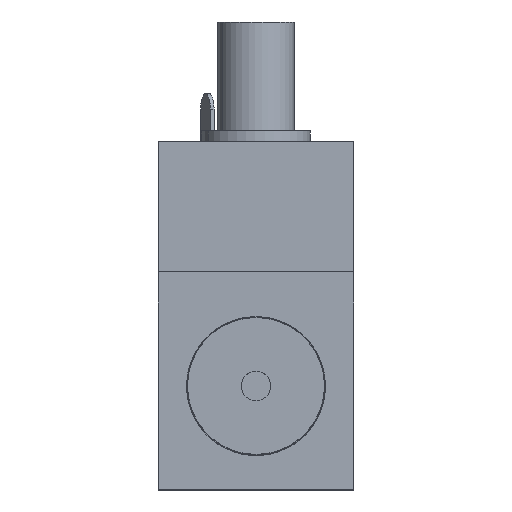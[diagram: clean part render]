
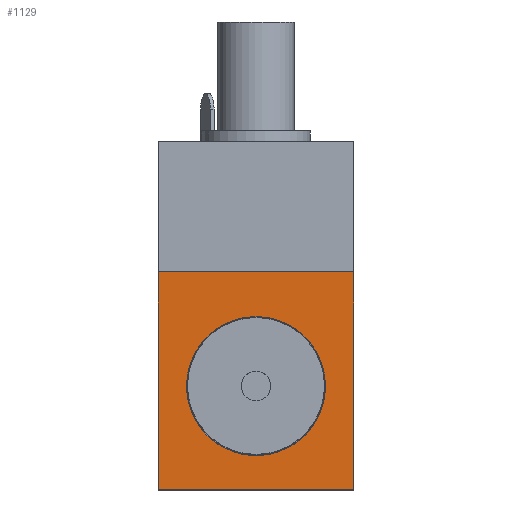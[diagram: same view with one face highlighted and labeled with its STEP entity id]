
A CAD part, top view. The second image highlights one B-rep face of the part: STEP entity #1129.
In plain terms, the highlighted planar face has unit normal (0, 0, 1).
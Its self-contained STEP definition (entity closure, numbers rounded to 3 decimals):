
#755 = VERTEX_POINT ( 'NONE', #3966 ) ;
#919 = EDGE_CURVE ( 'NONE', #755, #920, #4660, .T. ) ;
#920 = VERTEX_POINT ( 'NONE', #4656 ) ;
#996 = EDGE_CURVE ( 'NONE', #997, #998, #4901, .T. ) ;
#997 = VERTEX_POINT ( 'NONE', #4897 ) ;
#998 = VERTEX_POINT ( 'NONE', #4896 ) ;
#1113 = ORIENTED_EDGE ( 'NONE', *, *, #1137, .T. ) ;
#1121 = EDGE_CURVE ( 'NONE', #1138, #1122, #5122, .T. ) ;
#1122 = VERTEX_POINT ( 'NONE', #5171 ) ;
#1129 = ADVANCED_FACE ( 'NONE', ( #5160, #5159 ), #5207, .T. ) ;
#1130 = EDGE_LOOP ( 'NONE', ( #1131, #1133 ) ) ;
#1131 = ORIENTED_EDGE ( 'NONE', *, *, #1132, .F. ) ;
#1132 = EDGE_CURVE ( 'NONE', #920, #755, #5202, .T. ) ;
#1133 = ORIENTED_EDGE ( 'NONE', *, *, #919, .F. ) ;
#1134 = EDGE_LOOP ( 'NONE', ( #1189, #1190, #1192, #1113 ) ) ;
#1137 = EDGE_CURVE ( 'NONE', #998, #1138, #5197, .T. ) ;
#1138 = VERTEX_POINT ( 'NONE', #5193 ) ;
#1189 = ORIENTED_EDGE ( 'NONE', *, *, #1121, .T. ) ;
#1190 = ORIENTED_EDGE ( 'NONE', *, *, #1191, .T. ) ;
#1191 = EDGE_CURVE ( 'NONE', #1122, #997, #5326, .T. ) ;
#1192 = ORIENTED_EDGE ( 'NONE', *, *, #996, .T. ) ;
#3966 = CARTESIAN_POINT ( 'NONE',  ( -7.189, -7.805, -8. ) ) ;
#4415 = VECTOR ( 'NONE', #4886, 1000. ) ;
#4608 = CARTESIAN_POINT ( 'NONE',  ( -0.789, -7.805, -8. ) ) ;
#4656 = CARTESIAN_POINT ( 'NONE',  ( 5.611, -7.805, -8. ) ) ;
#4657 = DIRECTION ( 'NONE',  ( 1., 0., 0. ) ) ;
#4658 = DIRECTION ( 'NONE',  ( 0., 0., 1. ) ) ;
#4659 = AXIS2_PLACEMENT_3D ( 'NONE', #4608, #4658, #4657 ) ;
#4660 = CIRCLE ( 'NONE', #4659, 6.4 ) ;
#4886 = DIRECTION ( 'NONE',  ( 0., -1., 0. ) ) ;
#4896 = CARTESIAN_POINT ( 'NONE',  ( 8.211, 2.695, -8. ) ) ;
#4897 = CARTESIAN_POINT ( 'NONE',  ( 8.211, -17.305, -8. ) ) ;
#4898 = DIRECTION ( 'NONE',  ( 0., 1., 0. ) ) ;
#4899 = VECTOR ( 'NONE', #4898, 1000. ) ;
#4900 = CARTESIAN_POINT ( 'NONE',  ( 8.211, 2.695, -8. ) ) ;
#4901 = LINE ( 'NONE', #4900, #4899 ) ;
#5116 = CARTESIAN_POINT ( 'NONE',  ( -9.789, 2.695, -8. ) ) ;
#5122 = LINE ( 'NONE', #5116, #4415 ) ;
#5159 = FACE_OUTER_BOUND ( 'NONE', #1134, .T. ) ;
#5160 = FACE_BOUND ( 'NONE', #1130, .T. ) ;
#5171 = CARTESIAN_POINT ( 'NONE',  ( -9.789, -17.305, -8. ) ) ;
#5193 = CARTESIAN_POINT ( 'NONE',  ( -9.789, 2.695, -8. ) ) ;
#5194 = DIRECTION ( 'NONE',  ( -1., 0., 0. ) ) ;
#5195 = VECTOR ( 'NONE', #5194, 1000. ) ;
#5196 = CARTESIAN_POINT ( 'NONE',  ( -9.789, 2.695, -8. ) ) ;
#5197 = LINE ( 'NONE', #5196, #5195 ) ;
#5198 = DIRECTION ( 'NONE',  ( 1., 0., 0. ) ) ;
#5199 = DIRECTION ( 'NONE',  ( 0., 0., 1. ) ) ;
#5200 = CARTESIAN_POINT ( 'NONE',  ( -0.789, -7.805, -8. ) ) ;
#5201 = AXIS2_PLACEMENT_3D ( 'NONE', #5200, #5199, #5198 ) ;
#5202 = CIRCLE ( 'NONE', #5201, 6.4 ) ;
#5203 = DIRECTION ( 'NONE',  ( 1., 0., 0. ) ) ;
#5204 = DIRECTION ( 'NONE',  ( 0., 0., 1. ) ) ;
#5205 = CARTESIAN_POINT ( 'NONE',  ( -9.789, -17.305, -8. ) ) ;
#5206 = AXIS2_PLACEMENT_3D ( 'NONE', #5205, #5204, #5203 ) ;
#5207 = PLANE ( 'NONE',  #5206 ) ;
#5323 = DIRECTION ( 'NONE',  ( 1., 0., 0. ) ) ;
#5324 = VECTOR ( 'NONE', #5323, 1000. ) ;
#5325 = CARTESIAN_POINT ( 'NONE',  ( -9.789, -17.305, -8. ) ) ;
#5326 = LINE ( 'NONE', #5325, #5324 ) ;
